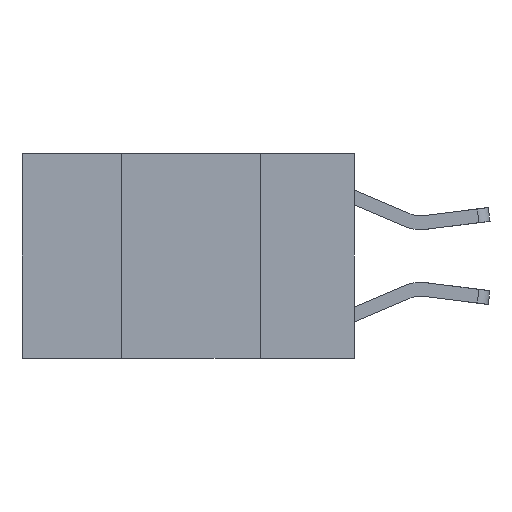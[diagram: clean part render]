
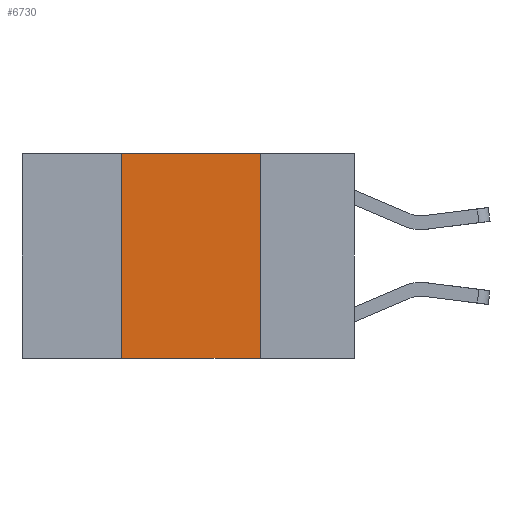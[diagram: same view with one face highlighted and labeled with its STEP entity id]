
A CAD part, left-side view. The second image highlights one B-rep face of the part: STEP entity #6730.
In plain terms, the highlighted planar face has unit normal (-1, 0, 0).
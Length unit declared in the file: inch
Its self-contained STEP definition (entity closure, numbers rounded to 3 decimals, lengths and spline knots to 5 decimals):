
#380 = DIRECTION ( 'NONE',  ( 0., 0., -1. ) ) ;
#480 = DIRECTION ( 'NONE',  ( 0., -1., 0. ) ) ;
#504 = CARTESIAN_POINT ( 'NONE',  ( 0., 0.6, -0.37 ) ) ;
#826 = ORIENTED_EDGE ( 'NONE', *, *, #7133, .F. ) ;
#977 = VECTOR ( 'NONE', #480, 39.37008 ) ;
#1355 = VECTOR ( 'NONE', #6028, 39.37008 ) ;
#1438 = VERTEX_POINT ( 'NONE', #7330 ) ;
#1571 = VERTEX_POINT ( 'NONE', #5318 ) ;
#1889 = VECTOR ( 'NONE', #8737, 39.37008 ) ;
#2156 = DIRECTION ( 'NONE',  ( 0., -1., 0. ) ) ;
#2209 = EDGE_CURVE ( 'NONE', #1438, #2503, #7055, .T. ) ;
#2265 = EDGE_CURVE ( 'NONE', #6585, #1571, #3452, .T. ) ;
#2503 = VERTEX_POINT ( 'NONE', #6180 ) ;
#2997 = CARTESIAN_POINT ( 'NONE',  ( 0., 0.6, 0. ) ) ;
#3295 = CARTESIAN_POINT ( 'NONE',  ( 0., 0.42, -0.37 ) ) ;
#3452 = LINE ( 'NONE', #504, #977 ) ;
#3611 = LINE ( 'NONE', #6501, #1889 ) ;
#4165 = CARTESIAN_POINT ( 'NONE',  ( 0., 0.6, 0. ) ) ;
#4317 = ORIENTED_EDGE ( 'NONE', *, *, #2209, .F. ) ;
#4534 = EDGE_LOOP ( 'NONE', ( #826, #4317, #7288, #5558 ) ) ;
#4899 = DIRECTION ( 'NONE',  ( 1., 0., 0. ) ) ;
#5140 = VECTOR ( 'NONE', #2156, 39.37008 ) ;
#5318 = CARTESIAN_POINT ( 'NONE',  ( 0., 0.17, -0.37 ) ) ;
#5558 = ORIENTED_EDGE ( 'NONE', *, *, #2265, .T. ) ;
#6028 = DIRECTION ( 'NONE',  ( 0., 0., -1. ) ) ;
#6115 = EDGE_CURVE ( 'NONE', #6585, #1438, #3611, .T. ) ;
#6180 = CARTESIAN_POINT ( 'NONE',  ( 0., 0.17, 0. ) ) ;
#6501 = CARTESIAN_POINT ( 'NONE',  ( 0., 0.42, 0. ) ) ;
#6585 = VERTEX_POINT ( 'NONE', #3295 ) ;
#6730 = ADVANCED_FACE ( 'NONE', ( #8681 ), #8503, .F. ) ;
#6741 = AXIS2_PLACEMENT_3D ( 'NONE', #4165, #4899, #380 ) ;
#6961 = LINE ( 'NONE', #8232, #1355 ) ;
#7055 = LINE ( 'NONE', #2997, #5140 ) ;
#7133 = EDGE_CURVE ( 'NONE', #2503, #1571, #6961, .T. ) ;
#7288 = ORIENTED_EDGE ( 'NONE', *, *, #6115, .F. ) ;
#7330 = CARTESIAN_POINT ( 'NONE',  ( 0., 0.42, 0. ) ) ;
#8232 = CARTESIAN_POINT ( 'NONE',  ( 0., 0.17, 0. ) ) ;
#8503 = PLANE ( 'NONE',  #6741 ) ;
#8681 = FACE_OUTER_BOUND ( 'NONE', #4534, .T. ) ;
#8737 = DIRECTION ( 'NONE',  ( 0., 0., 1. ) ) ;
